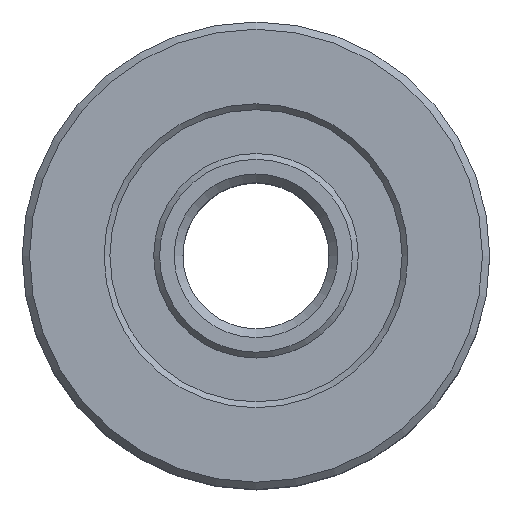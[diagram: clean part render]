
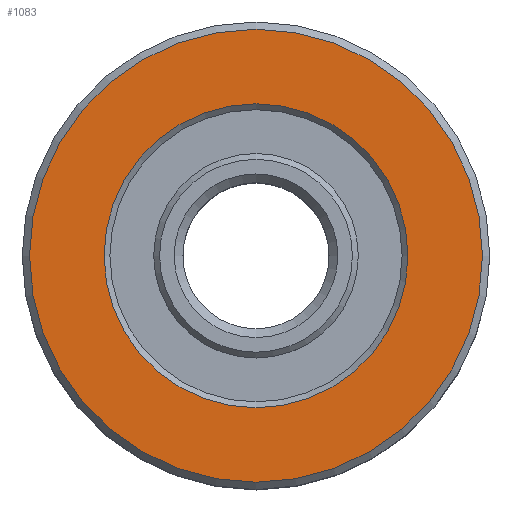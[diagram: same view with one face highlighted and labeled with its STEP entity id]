
A CAD part, top view. The second image highlights one B-rep face of the part: STEP entity #1083.
In plain terms, the highlighted planar face has unit normal (0, 0, 1).
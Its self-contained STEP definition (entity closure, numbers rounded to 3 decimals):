
#1015 = CONICAL_SURFACE('',#1016,8.,0.785);
#1016 = AXIS2_PLACEMENT_3D('',#1017,#1018,#1019);
#1017 = CARTESIAN_POINT('',(0.,0.,8.15));
#1018 = DIRECTION('',(0.,0.,-1.));
#1019 = DIRECTION('',(1.,0.,0.));
#1033 = VERTEX_POINT('',#1034);
#1034 = CARTESIAN_POINT('',(7.75,0.,8.4));
#1055 = EDGE_CURVE('',#1033,#1033,#1056,.T.);
#1056 = SURFACE_CURVE('',#1057,(#1062,#1069),.PCURVE_S1.);
#1057 = CIRCLE('',#1058,7.75);
#1058 = AXIS2_PLACEMENT_3D('',#1059,#1060,#1061);
#1059 = CARTESIAN_POINT('',(0.,0.,8.4));
#1060 = DIRECTION('',(0.,0.,-1.));
#1061 = DIRECTION('',(1.,0.,0.));
#1062 = PCURVE('',#1015,#1063);
#1063 = DEFINITIONAL_REPRESENTATION('',(#1064),#1068);
#1064 = LINE('',#1065,#1066);
#1065 = CARTESIAN_POINT('',(0.,-0.25));
#1066 = VECTOR('',#1067,1.);
#1067 = DIRECTION('',(1.,0.));
#1068 = ( GEOMETRIC_REPRESENTATION_CONTEXT(2) 
PARAMETRIC_REPRESENTATION_CONTEXT() REPRESENTATION_CONTEXT('2D SPACE',''
  ) );
#1069 = PCURVE('',#1070,#1075);
#1070 = PLANE('',#1071);
#1071 = AXIS2_PLACEMENT_3D('',#1072,#1073,#1074);
#1072 = CARTESIAN_POINT('',(0.,0.,8.4));
#1073 = DIRECTION('',(0.,0.,-1.));
#1074 = DIRECTION('',(1.,0.,0.));
#1075 = DEFINITIONAL_REPRESENTATION('',(#1076),#1080);
#1076 = CIRCLE('',#1077,7.75);
#1077 = AXIS2_PLACEMENT_2D('',#1078,#1079);
#1078 = CARTESIAN_POINT('',(0.,0.));
#1079 = DIRECTION('',(1.,-0.));
#1080 = ( GEOMETRIC_REPRESENTATION_CONTEXT(2) 
PARAMETRIC_REPRESENTATION_CONTEXT() REPRESENTATION_CONTEXT('2D SPACE',''
  ) );
#1083 = ADVANCED_FACE('',(#1084,#1087),#1070,.F.);
#1084 = FACE_BOUND('',#1085,.T.);
#1085 = EDGE_LOOP('',(#1086));
#1086 = ORIENTED_EDGE('',*,*,#1055,.F.);
#1087 = FACE_BOUND('',#1088,.T.);
#1088 = EDGE_LOOP('',(#1089));
#1089 = ORIENTED_EDGE('',*,*,#1090,.T.);
#1090 = EDGE_CURVE('',#1091,#1091,#1093,.T.);
#1091 = VERTEX_POINT('',#1092);
#1092 = CARTESIAN_POINT('',(5.2,0.,8.4));
#1093 = SURFACE_CURVE('',#1094,(#1099,#1106),.PCURVE_S1.);
#1094 = CIRCLE('',#1095,5.2);
#1095 = AXIS2_PLACEMENT_3D('',#1096,#1097,#1098);
#1096 = CARTESIAN_POINT('',(0.,0.,8.4));
#1097 = DIRECTION('',(0.,0.,-1.));
#1098 = DIRECTION('',(1.,0.,0.));
#1099 = PCURVE('',#1070,#1100);
#1100 = DEFINITIONAL_REPRESENTATION('',(#1101),#1105);
#1101 = CIRCLE('',#1102,5.2);
#1102 = AXIS2_PLACEMENT_2D('',#1103,#1104);
#1103 = CARTESIAN_POINT('',(0.,0.));
#1104 = DIRECTION('',(1.,-0.));
#1105 = ( GEOMETRIC_REPRESENTATION_CONTEXT(2) 
PARAMETRIC_REPRESENTATION_CONTEXT() REPRESENTATION_CONTEXT('2D SPACE',''
  ) );
#1106 = PCURVE('',#1107,#1112);
#1107 = CONICAL_SURFACE('',#1108,5.,0.785);
#1108 = AXIS2_PLACEMENT_3D('',#1109,#1110,#1111);
#1109 = CARTESIAN_POINT('',(0.,0.,8.2));
#1110 = DIRECTION('',(0.,0.,1.));
#1111 = DIRECTION('',(1.,0.,0.));
#1112 = DEFINITIONAL_REPRESENTATION('',(#1113),#1117);
#1113 = LINE('',#1114,#1115);
#1114 = CARTESIAN_POINT('',(-0.,0.2));
#1115 = VECTOR('',#1116,1.);
#1116 = DIRECTION('',(-1.,0.));
#1117 = ( GEOMETRIC_REPRESENTATION_CONTEXT(2) 
PARAMETRIC_REPRESENTATION_CONTEXT() REPRESENTATION_CONTEXT('2D SPACE',''
  ) );
